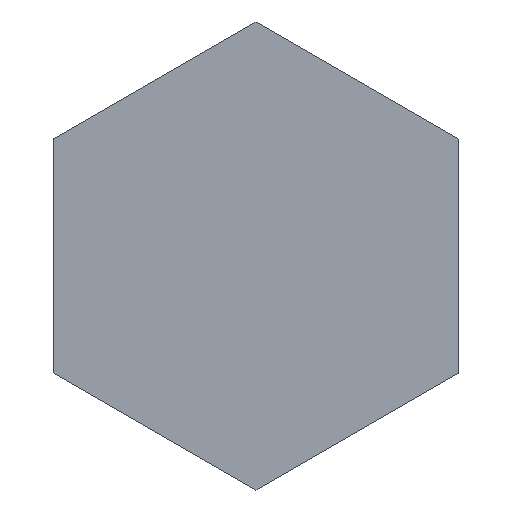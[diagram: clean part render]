
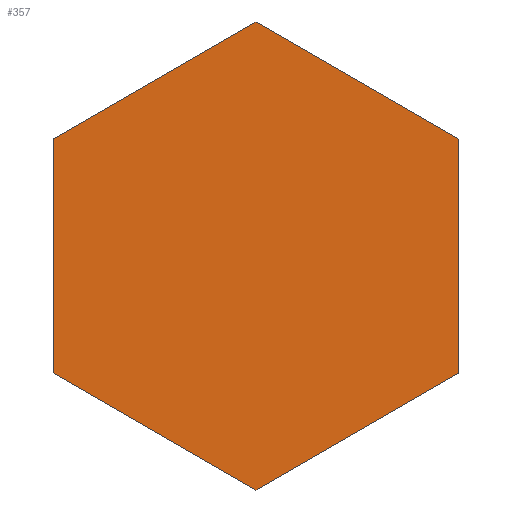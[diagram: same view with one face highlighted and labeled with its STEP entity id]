
A CAD part, left-side view. The second image highlights one B-rep face of the part: STEP entity #357.
In plain terms, the highlighted planar face has unit normal (-1, 0, 0).
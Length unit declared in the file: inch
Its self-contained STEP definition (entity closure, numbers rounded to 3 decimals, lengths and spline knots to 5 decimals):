
#4 = PLANE ( 'NONE',  #638 ) ;
#6 = EDGE_CURVE ( 'NONE', #630, #354, #693, .T. ) ;
#10 = CARTESIAN_POINT ( 'NONE',  ( 0., 0., 0. ) ) ;
#12 = VECTOR ( 'NONE', #248, 39.37008 ) ;
#41 = DIRECTION ( 'NONE',  ( 1., 0., 0. ) ) ;
#44 = DIRECTION ( 'NONE',  ( 0., 0., -1. ) ) ;
#95 = CARTESIAN_POINT ( 'NONE',  ( 0., -0.25, 0.14434 ) ) ;
#98 = ORIENTED_EDGE ( 'NONE', *, *, #445, .F. ) ;
#104 = ORIENTED_EDGE ( 'NONE', *, *, #754, .F. ) ;
#137 = VECTOR ( 'NONE', #703, 39.37008 ) ;
#168 = ORIENTED_EDGE ( 'NONE', *, *, #704, .F. ) ;
#180 = CARTESIAN_POINT ( 'NONE',  ( 0., 0.25, -0.14434 ) ) ;
#184 = EDGE_CURVE ( 'NONE', #614, #630, #192, .T. ) ;
#192 = LINE ( 'NONE', #243, #12 ) ;
#222 = VERTEX_POINT ( 'NONE', #484 ) ;
#230 = DIRECTION ( 'NONE',  ( 0., 0., -1. ) ) ;
#243 = CARTESIAN_POINT ( 'NONE',  ( 0., 0.25, -0.14434 ) ) ;
#248 = DIRECTION ( 'NONE',  ( 0., 0., 1. ) ) ;
#258 = VECTOR ( 'NONE', #562, 39.37008 ) ;
#283 = CARTESIAN_POINT ( 'NONE',  ( 0., -0.25, -0.14434 ) ) ;
#286 = ORIENTED_EDGE ( 'NONE', *, *, #6, .F. ) ;
#311 = DIRECTION ( 'NONE',  ( 0., 0.866, -0.5 ) ) ;
#320 = LINE ( 'NONE', #374, #517 ) ;
#354 = VERTEX_POINT ( 'NONE', #788 ) ;
#357 = ADVANCED_FACE ( 'NONE', ( #551 ), #4, .F. ) ;
#367 = VECTOR ( 'NONE', #311, 39.37008 ) ;
#374 = CARTESIAN_POINT ( 'NONE',  ( 0., 0., -0.28868 ) ) ;
#377 = ORIENTED_EDGE ( 'NONE', *, *, #406, .F. ) ;
#406 = EDGE_CURVE ( 'NONE', #222, #614, #320, .T. ) ;
#408 = LINE ( 'NONE', #412, #687 ) ;
#412 = CARTESIAN_POINT ( 'NONE',  ( 0., -0.25, 0.14434 ) ) ;
#445 = EDGE_CURVE ( 'NONE', #646, #510, #408, .T. ) ;
#459 = ORIENTED_EDGE ( 'NONE', *, *, #184, .F. ) ;
#479 = DIRECTION ( 'NONE',  ( 0., 0.866, 0.5 ) ) ;
#484 = CARTESIAN_POINT ( 'NONE',  ( 0., 0., -0.28868 ) ) ;
#510 = VERTEX_POINT ( 'NONE', #283 ) ;
#512 = CARTESIAN_POINT ( 'NONE',  ( 0., 0.25, 0.14434 ) ) ;
#517 = VECTOR ( 'NONE', #479, 39.37008 ) ;
#527 = EDGE_LOOP ( 'NONE', ( #104, #98, #168, #286, #459, #377 ) ) ;
#551 = FACE_OUTER_BOUND ( 'NONE', #527, .T. ) ;
#562 = DIRECTION ( 'NONE',  ( 0., -0.866, -0.5 ) ) ;
#614 = VERTEX_POINT ( 'NONE', #180 ) ;
#630 = VERTEX_POINT ( 'NONE', #512 ) ;
#638 = AXIS2_PLACEMENT_3D ( 'NONE', #10, #41, #44 ) ;
#644 = LINE ( 'NONE', #652, #367 ) ;
#646 = VERTEX_POINT ( 'NONE', #95 ) ;
#648 = CARTESIAN_POINT ( 'NONE',  ( 0., 0., 0.28868 ) ) ;
#652 = CARTESIAN_POINT ( 'NONE',  ( 0., -0.25, -0.14434 ) ) ;
#687 = VECTOR ( 'NONE', #230, 39.37008 ) ;
#693 = LINE ( 'NONE', #698, #137 ) ;
#698 = CARTESIAN_POINT ( 'NONE',  ( 0., 0.25, 0.14434 ) ) ;
#701 = LINE ( 'NONE', #648, #258 ) ;
#703 = DIRECTION ( 'NONE',  ( 0., -0.866, 0.5 ) ) ;
#704 = EDGE_CURVE ( 'NONE', #354, #646, #701, .T. ) ;
#754 = EDGE_CURVE ( 'NONE', #510, #222, #644, .T. ) ;
#788 = CARTESIAN_POINT ( 'NONE',  ( 0., 0., 0.28868 ) ) ;
